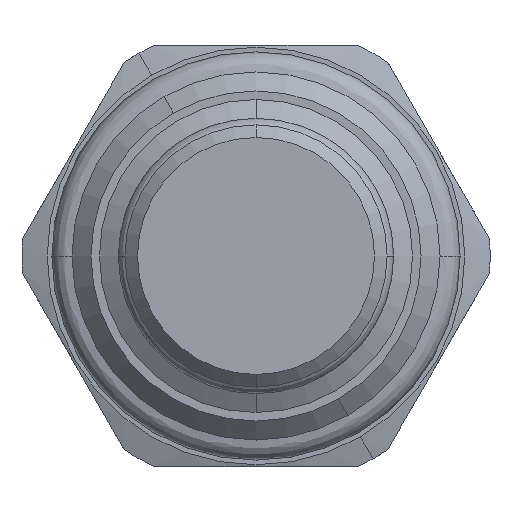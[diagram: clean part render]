
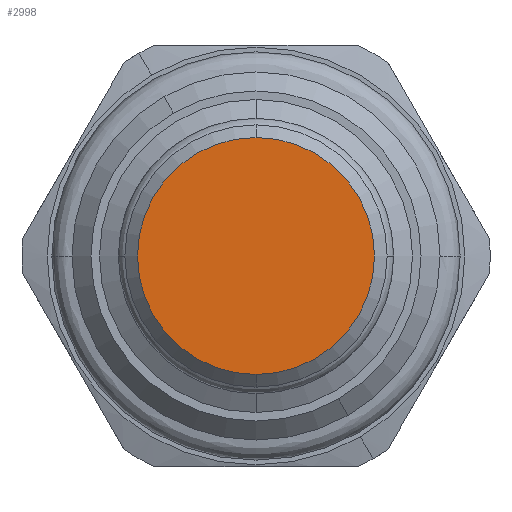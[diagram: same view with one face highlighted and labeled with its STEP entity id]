
A CAD part, front view. The second image highlights one B-rep face of the part: STEP entity #2998.
In plain terms, the highlighted planar face has unit normal (0, -1, 0).
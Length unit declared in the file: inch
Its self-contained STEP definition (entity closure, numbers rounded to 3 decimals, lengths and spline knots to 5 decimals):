
#896=CARTESIAN_POINT('',(0.,-1.2525,0.));
#897=DIRECTION('',(0.,1.,0.));
#898=DIRECTION('',(0.,0.,-1.));
#899=AXIS2_PLACEMENT_3D('',#896,#897,#898);
#906=CARTESIAN_POINT('',(0.,-1.2525,0.));
#907=DIRECTION('',(0.,1.,0.));
#908=DIRECTION('',(0.,0.,1.));
#909=AXIS2_PLACEMENT_3D('',#906,#907,#908);
#1637=CARTESIAN_POINT('',(0.,-1.2525,-0.281));
#1638=CARTESIAN_POINT('',(0.,-1.2525,0.281));
#1639=VERTEX_POINT('',#1637);
#1640=VERTEX_POINT('',#1638);
#2988=CARTESIAN_POINT('',(0.,-1.2525,0.));
#2989=DIRECTION('',(0.,-1.,0.));
#2990=DIRECTION('',(0.,0.,-1.));
#2991=AXIS2_PLACEMENT_3D('',#2988,#2989,#2990);
#2992=PLANE('',#2991);
#2994=ORIENTED_EDGE('',*,*,#2993,.T.);
#2995=ORIENTED_EDGE('',*,*,#2978,.T.);
#2996=EDGE_LOOP('',(#2994,#2995));
#2997=FACE_OUTER_BOUND('',#2996,.F.);
#2998=ADVANCED_FACE('',(#2997),#2992,.T.);
#900=CIRCLE('',#899,0.281);
#910=CIRCLE('',#909,0.281);
#2978=EDGE_CURVE('',#1639,#1640,#900,.T.);
#2993=EDGE_CURVE('',#1640,#1639,#910,.T.);
